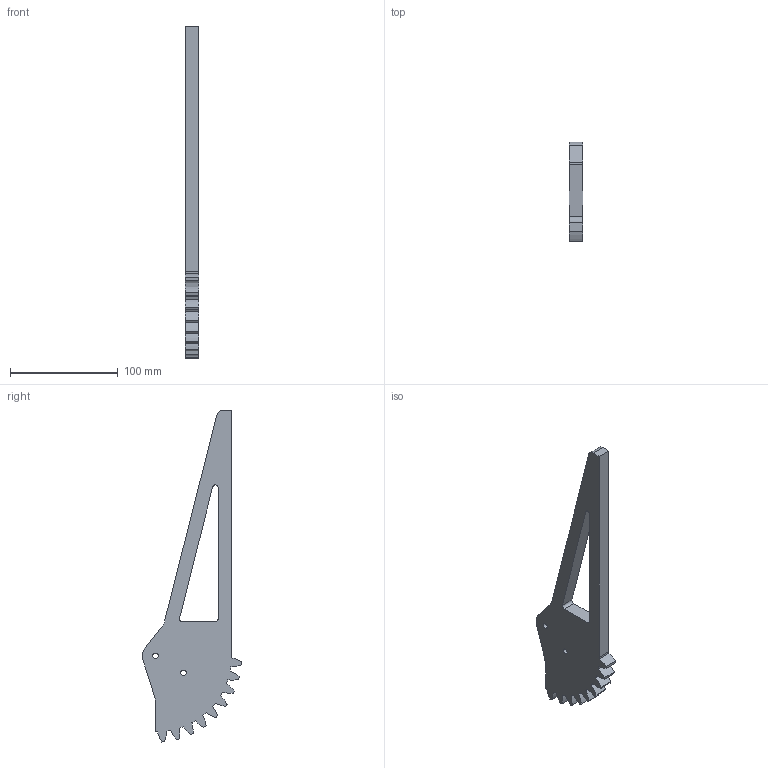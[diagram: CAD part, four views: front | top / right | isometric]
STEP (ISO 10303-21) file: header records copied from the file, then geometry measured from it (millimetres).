
FILE_DESCRIPTION (( 'STEP AP203' ), '1' );
FILE_NAME ('GrabberArm1pt1.STEP', '2024-04-05T04:47:54', ( '' ), ( '' ), 'SwSTEP 2.0', 'SolidWorks 2022', '' );
FILE_SCHEMA (( 'CONFIG_CONTROL_DESIGN' ));
Length unit declared in the file: inch
Products named in the file (1): GrabberArm1pt1
Bounding box: 12.7 x 92.51 x 308.83 mm (x, y, z)
Volume: 149917.6 mm3; surface area: 37843.2 mm2
Topology: 1 solids, 1 shells, 60 faces, 174 edges, 116 vertices
Faces by surface type: cylinder 49, plane 11
Entity records: 2127 total; most frequent: DIRECTION 394, CARTESIAN_POINT 351, ORIENTED_EDGE 348, EDGE_CURVE 174, AXIS2_PLACEMENT_3D 159, VERTEX_POINT 116, CIRCLE 98, LINE 76
